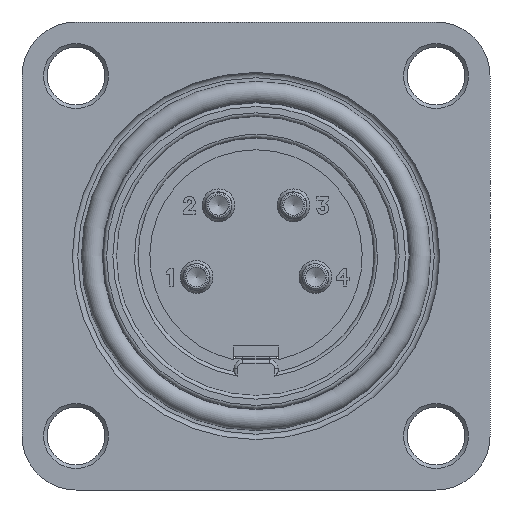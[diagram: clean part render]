
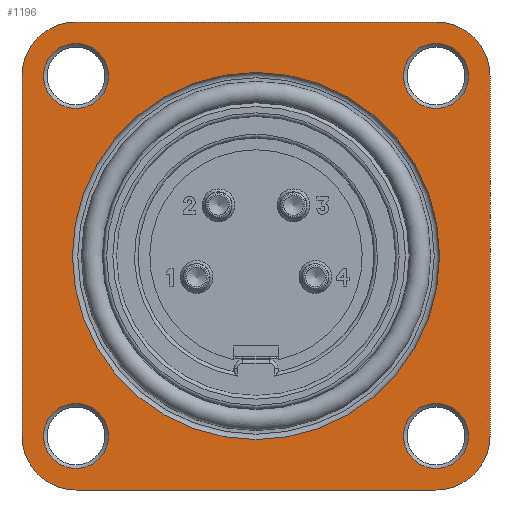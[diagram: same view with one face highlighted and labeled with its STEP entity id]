
A CAD part, front view. The second image highlights one B-rep face of the part: STEP entity #1196.
In plain terms, the highlighted planar face has unit normal (0, -1, 0).
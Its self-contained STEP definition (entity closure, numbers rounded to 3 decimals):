
#797=FACE_BOUND('',#1673,.T.);
#798=FACE_BOUND('',#1674,.T.);
#799=FACE_BOUND('',#1675,.T.);
#800=FACE_BOUND('',#1676,.T.);
#801=FACE_BOUND('',#1677,.T.);
#802=FACE_BOUND('',#1678,.T.);
#1036=CIRCLE('',#4290,1.8);
#1037=CIRCLE('',#4291,1.8);
#1038=CIRCLE('',#4292,1.8);
#1039=CIRCLE('',#4293,1.8);
#1040=CIRCLE('',#4294,10.2);
#1041=CIRCLE('',#4295,3.);
#1042=CIRCLE('',#4296,3.);
#1043=CIRCLE('',#4297,3.);
#1044=CIRCLE('',#4298,3.);
#1196=ADVANCED_FACE('',(#797,#798,#799,#800,#801,#802),#1414,.T.);
#1414=PLANE('',#4299);
#1673=EDGE_LOOP('',(#2147));
#1674=EDGE_LOOP('',(#2148));
#1675=EDGE_LOOP('',(#2149));
#1676=EDGE_LOOP('',(#2150));
#1677=EDGE_LOOP('',(#2151));
#1678=EDGE_LOOP('',(#2152,#2153,#2154,#2155,#2156,#2157,#2158,#2159));
#2147=ORIENTED_EDGE('',*,*,#3437,.T.);
#2148=ORIENTED_EDGE('',*,*,#3438,.T.);
#2149=ORIENTED_EDGE('',*,*,#3439,.T.);
#2150=ORIENTED_EDGE('',*,*,#3440,.T.);
#2151=ORIENTED_EDGE('',*,*,#3441,.F.);
#2152=ORIENTED_EDGE('',*,*,#3424,.T.);
#2153=ORIENTED_EDGE('',*,*,#3442,.T.);
#2154=ORIENTED_EDGE('',*,*,#3434,.T.);
#2155=ORIENTED_EDGE('',*,*,#3443,.T.);
#2156=ORIENTED_EDGE('',*,*,#3416,.T.);
#2157=ORIENTED_EDGE('',*,*,#3444,.T.);
#2158=ORIENTED_EDGE('',*,*,#3420,.T.);
#2159=ORIENTED_EDGE('',*,*,#3445,.T.);
#3052=VERTEX_POINT('',#6097);
#3055=VERTEX_POINT('',#6102);
#3056=VERTEX_POINT('',#6106);
#3059=VERTEX_POINT('',#6111);
#3060=VERTEX_POINT('',#6115);
#3063=VERTEX_POINT('',#6120);
#3070=VERTEX_POINT('',#6139);
#3073=VERTEX_POINT('',#6144);
#3076=VERTEX_POINT('',#6153);
#3077=VERTEX_POINT('',#6155);
#3078=VERTEX_POINT('',#6157);
#3079=VERTEX_POINT('',#6159);
#3080=VERTEX_POINT('',#6161);
#3416=EDGE_CURVE('',#3052,#3055,#3822,.T.);
#3420=EDGE_CURVE('',#3056,#3059,#3826,.T.);
#3424=EDGE_CURVE('',#3060,#3063,#3830,.T.);
#3434=EDGE_CURVE('',#3070,#3073,#3834,.T.);
#3437=EDGE_CURVE('',#3076,#3076,#1036,.T.);
#3438=EDGE_CURVE('',#3077,#3077,#1037,.T.);
#3439=EDGE_CURVE('',#3078,#3078,#1038,.T.);
#3440=EDGE_CURVE('',#3079,#3079,#1039,.T.);
#3441=EDGE_CURVE('',#3080,#3080,#1040,.T.);
#3442=EDGE_CURVE('',#3063,#3070,#1041,.T.);
#3443=EDGE_CURVE('',#3073,#3052,#1042,.T.);
#3444=EDGE_CURVE('',#3055,#3056,#1043,.T.);
#3445=EDGE_CURVE('',#3059,#3060,#1044,.T.);
#3822=LINE('',#6103,#4044);
#3826=LINE('',#6112,#4048);
#3830=LINE('',#6121,#4052);
#3834=LINE('',#6145,#4056);
#4044=VECTOR('',#4779,1.);
#4048=VECTOR('',#4785,1.);
#4052=VECTOR('',#4791,1.);
#4056=VECTOR('',#4815,1.);
#4290=AXIS2_PLACEMENT_3D('',#6152,#4824,#4825);
#4291=AXIS2_PLACEMENT_3D('',#6154,#4826,#4827);
#4292=AXIS2_PLACEMENT_3D('',#6156,#4828,#4829);
#4293=AXIS2_PLACEMENT_3D('',#6158,#4830,#4831);
#4294=AXIS2_PLACEMENT_3D('',#6160,#4832,#4833);
#4295=AXIS2_PLACEMENT_3D('',#6162,#4834,#4835);
#4296=AXIS2_PLACEMENT_3D('',#6163,#4836,#4837);
#4297=AXIS2_PLACEMENT_3D('',#6164,#4838,#4839);
#4298=AXIS2_PLACEMENT_3D('',#6165,#4840,#4841);
#4299=AXIS2_PLACEMENT_3D('',#6166,#4842,#4843);
#4779=DIRECTION('',(-1.,0.,0.));
#4785=DIRECTION('',(0.,0.,-1.));
#4791=DIRECTION('',(1.,0.,0.));
#4815=DIRECTION('',(0.,0.,1.));
#4824=DIRECTION('',(0.,1.,0.));
#4825=DIRECTION('',(0.,0.,-1.));
#4826=DIRECTION('',(0.,1.,0.));
#4827=DIRECTION('',(0.,0.,-1.));
#4828=DIRECTION('',(0.,1.,0.));
#4829=DIRECTION('',(0.,0.,-1.));
#4830=DIRECTION('',(0.,1.,0.));
#4831=DIRECTION('',(0.,0.,-1.));
#4832=DIRECTION('',(0.,-1.,0.));
#4833=DIRECTION('',(0.,0.,-1.));
#4834=DIRECTION('',(0.,-1.,0.));
#4835=DIRECTION('',(0.,0.,-1.));
#4836=DIRECTION('',(0.,-1.,0.));
#4837=DIRECTION('',(0.,0.,-1.));
#4838=DIRECTION('',(0.,-1.,0.));
#4839=DIRECTION('',(0.,0.,-1.));
#4840=DIRECTION('',(0.,-1.,0.));
#4841=DIRECTION('',(0.,0.,-1.));
#4842=DIRECTION('',(0.,-1.,0.));
#4843=DIRECTION('',(0.,0.,-1.));
#6097=CARTESIAN_POINT('',(10.,-10.,13.));
#6102=CARTESIAN_POINT('',(-10.,-10.,13.));
#6103=CARTESIAN_POINT('',(13.,-10.,13.));
#6106=CARTESIAN_POINT('',(-13.,-10.,10.));
#6111=CARTESIAN_POINT('',(-13.,-10.,-10.));
#6112=CARTESIAN_POINT('',(-13.,-10.,13.));
#6115=CARTESIAN_POINT('',(-10.,-10.,-13.));
#6120=CARTESIAN_POINT('',(10.,-10.,-13.));
#6121=CARTESIAN_POINT('',(-13.,-10.,-13.));
#6139=CARTESIAN_POINT('',(13.,-10.,-10.));
#6144=CARTESIAN_POINT('',(13.,-10.,10.));
#6145=CARTESIAN_POINT('',(13.,-10.,-13.));
#6152=CARTESIAN_POINT('',(-10.,-10.,-10.));
#6153=CARTESIAN_POINT('',(-10.,-10.,-11.8));
#6154=CARTESIAN_POINT('',(-10.,-10.,10.));
#6155=CARTESIAN_POINT('',(-10.,-10.,8.2));
#6156=CARTESIAN_POINT('',(10.,-10.,10.));
#6157=CARTESIAN_POINT('',(10.,-10.,8.2));
#6158=CARTESIAN_POINT('',(10.,-10.,-10.));
#6159=CARTESIAN_POINT('',(10.,-10.,-11.8));
#6160=CARTESIAN_POINT('',(0.,-10.,0.));
#6161=CARTESIAN_POINT('',(0.,-10.,-10.2));
#6162=CARTESIAN_POINT('',(10.,-10.,-10.));
#6163=CARTESIAN_POINT('',(10.,-10.,10.));
#6164=CARTESIAN_POINT('',(-10.,-10.,10.));
#6165=CARTESIAN_POINT('',(-10.,-10.,-10.));
#6166=CARTESIAN_POINT('',(-10.,-10.,-10.));
